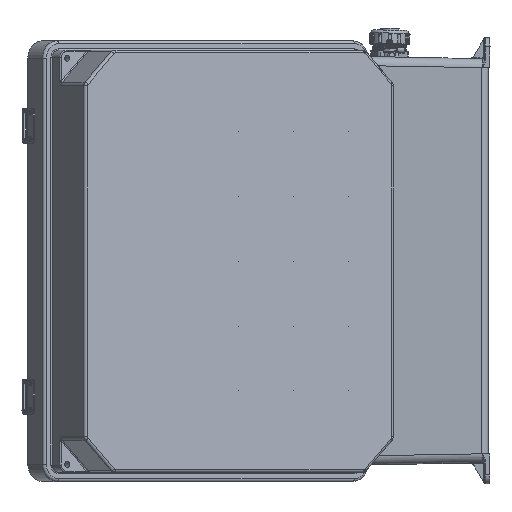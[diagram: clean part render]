
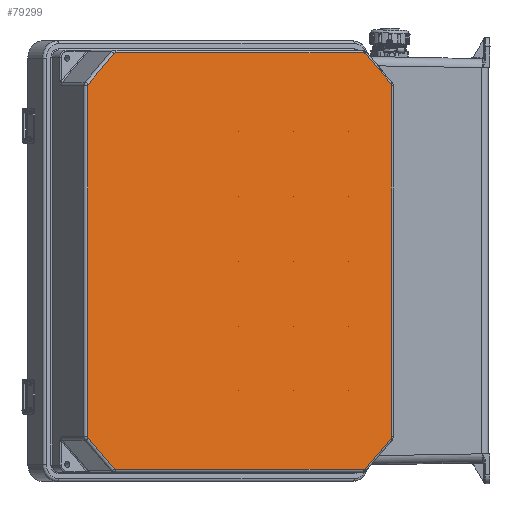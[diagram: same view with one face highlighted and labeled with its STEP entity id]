
A CAD part, left-side view. The second image highlights one B-rep face of the part: STEP entity #79299.
In plain terms, the highlighted face is planar.
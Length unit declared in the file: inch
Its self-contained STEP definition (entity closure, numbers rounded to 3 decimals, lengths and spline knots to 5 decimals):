
#774 = VECTOR ( 'NONE', #81126, 39.37008 ) ;
#1291 = VERTEX_POINT ( 'NONE', #1568 ) ;
#1306 = LINE ( 'NONE', #80865, #774 ) ;
#1568 = CARTESIAN_POINT ( 'NONE',  ( -5.09763, 3.24803, -0.42126 ) ) ;
#1653 = ORIENTED_EDGE ( 'NONE', *, *, #76712, .T. ) ;
#2095 = DIRECTION ( 'NONE',  ( 0., 0., -1. ) ) ;
#2199 = VERTEX_POINT ( 'NONE', #46414 ) ;
#2845 = ORIENTED_EDGE ( 'NONE', *, *, #50333, .T. ) ;
#3955 = CARTESIAN_POINT ( 'NONE',  ( 5.09763, 3.24803, -0.5 ) ) ;
#3978 = ORIENTED_EDGE ( 'NONE', *, *, #42790, .F. ) ;
#4464 = CARTESIAN_POINT ( 'NONE',  ( 6.23622, 3.24803, -1.55985 ) ) ;
#4711 = DIRECTION ( 'NONE',  ( 0., -1., 0. ) ) ;
#5759 = CARTESIAN_POINT ( 'NONE',  ( -5.09763, 3.24803, -14.8937 ) ) ;
#5863 = FACE_OUTER_BOUND ( 'NONE', #25185, .T. ) ;
#7277 = ORIENTED_EDGE ( 'NONE', *, *, #19683, .F. ) ;
#8190 = AXIS2_PLACEMENT_3D ( 'NONE', #16974, #61277, #23390 ) ;
#9596 = EDGE_CURVE ( 'NONE', #67839, #35042, #22087, .T. ) ;
#10397 = DIRECTION ( 'NONE',  ( 0., 0., 1. ) ) ;
#10483 = VERTEX_POINT ( 'NONE', #45153 ) ;
#11111 = VERTEX_POINT ( 'NONE', #5759 ) ;
#13280 = EDGE_CURVE ( 'NONE', #50364, #63840, #1306, .T. ) ;
#14829 = EDGE_CURVE ( 'NONE', #53877, #55313, #57540, .T. ) ;
#15838 = LINE ( 'NONE', #71474, #15919 ) ;
#15919 = VECTOR ( 'NONE', #77880, 39.37008 ) ;
#16008 = DIRECTION ( 'NONE',  ( 0., 1., 0. ) ) ;
#16974 = CARTESIAN_POINT ( 'NONE',  ( -6.15748, 3.24803, -1.55985 ) ) ;
#19018 = CARTESIAN_POINT ( 'NONE',  ( 6.15748, 3.24803, -13.75511 ) ) ;
#19167 = CARTESIAN_POINT ( 'NONE',  ( -6.21316, 3.24803, -13.81078 ) ) ;
#19683 = EDGE_CURVE ( 'NONE', #11111, #82080, #49977, .T. ) ;
#20822 = CIRCLE ( 'NONE', #28380, 0.07874 ) ;
#21448 = ORIENTED_EDGE ( 'NONE', *, *, #70791, .F. ) ;
#22087 = CIRCLE ( 'NONE', #39732, 0.07874 ) ;
#22224 = VECTOR ( 'NONE', #29423, 39.37008 ) ;
#22583 = CARTESIAN_POINT ( 'NONE',  ( 5.09763, 3.24803, -14.8937 ) ) ;
#22680 = ORIENTED_EDGE ( 'NONE', *, *, #59637, .T. ) ;
#23390 = DIRECTION ( 'NONE',  ( 0., 0., 1. ) ) ;
#23535 = CARTESIAN_POINT ( 'NONE',  ( -6.21316, 3.24803, -1.50418 ) ) ;
#23749 = DIRECTION ( 'NONE',  ( 0., 1., 0. ) ) ;
#23901 = CARTESIAN_POINT ( 'NONE',  ( -5.1533, 3.24803, -14.87064 ) ) ;
#24071 = ORIENTED_EDGE ( 'NONE', *, *, #9596, .T. ) ;
#24135 = CARTESIAN_POINT ( 'NONE',  ( 6.23622, 3.24803, -13.75511 ) ) ;
#24716 = VERTEX_POINT ( 'NONE', #23901 ) ;
#25079 = AXIS2_PLACEMENT_3D ( 'NONE', #78191, #40256, #2095 ) ;
#25185 = EDGE_LOOP ( 'NONE', ( #22680, #30856, #3978, #50107, #69815, #7277, #54008, #80805, #24071, #73185, #29481, #21448, #78969, #31439, #1653, #2845 ) ) ;
#25281 = EDGE_CURVE ( 'NONE', #24716, #67839, #30367, .T. ) ;
#25424 = DIRECTION ( 'NONE',  ( 0., 0., -1. ) ) ;
#28109 = CIRCLE ( 'NONE', #56243, 0.07874 ) ;
#28158 = VECTOR ( 'NONE', #81225, 39.37008 ) ;
#28380 = AXIS2_PLACEMENT_3D ( 'NONE', #19018, #63311, #25424 ) ;
#29423 = DIRECTION ( 'NONE',  ( 0.707, 0., -0.707 ) ) ;
#29481 = ORIENTED_EDGE ( 'NONE', *, *, #14829, .F. ) ;
#29517 = AXIS2_PLACEMENT_3D ( 'NONE', #42808, #4711, #49119 ) ;
#29713 = DIRECTION ( 'NONE',  ( 0., 1., 0. ) ) ;
#30367 = LINE ( 'NONE', #48961, #30449 ) ;
#30449 = VECTOR ( 'NONE', #74496, 39.37008 ) ;
#30590 = CARTESIAN_POINT ( 'NONE',  ( 5.09763, 3.24803, -14.8937 ) ) ;
#30856 = ORIENTED_EDGE ( 'NONE', *, *, #46974, .T. ) ;
#31439 = ORIENTED_EDGE ( 'NONE', *, *, #49361, .T. ) ;
#32351 = VECTOR ( 'NONE', #52590, 39.37008 ) ;
#32575 = VERTEX_POINT ( 'NONE', #74714 ) ;
#33918 = VECTOR ( 'NONE', #67979, 39.37008 ) ;
#34464 = CARTESIAN_POINT ( 'NONE',  ( 5.09763, 3.24803, -14.81496 ) ) ;
#34759 = LINE ( 'NONE', #80806, #33918 ) ;
#35042 = VERTEX_POINT ( 'NONE', #59209 ) ;
#39732 = AXIS2_PLACEMENT_3D ( 'NONE', #67583, #29713, #74029 ) ;
#40256 = DIRECTION ( 'NONE',  ( 0., 1., 0. ) ) ;
#40642 = AXIS2_PLACEMENT_3D ( 'NONE', #53966, #16008, #60316 ) ;
#40803 = DIRECTION ( 'NONE',  ( 0., 0., -1. ) ) ;
#42790 = EDGE_CURVE ( 'NONE', #63840, #52160, #20822, .T. ) ;
#42808 = CARTESIAN_POINT ( 'NONE',  ( -5.09763, 3.24803, -0.5 ) ) ;
#45153 = CARTESIAN_POINT ( 'NONE',  ( 5.1533, 3.24803, -0.44432 ) ) ;
#45650 = LINE ( 'NONE', #46230, #32351 ) ;
#46230 = CARTESIAN_POINT ( 'NONE',  ( 6.23622, 3.24803, -7.65748 ) ) ;
#46414 = CARTESIAN_POINT ( 'NONE',  ( 6.21316, 3.24803, -1.50418 ) ) ;
#46974 = EDGE_CURVE ( 'NONE', #48208, #52160, #45650, .T. ) ;
#47078 = AXIS2_PLACEMENT_3D ( 'NONE', #3955, #48380, #10397 ) ;
#48208 = VERTEX_POINT ( 'NONE', #4464 ) ;
#48380 = DIRECTION ( 'NONE',  ( 0., 1., 0. ) ) ;
#48504 = CARTESIAN_POINT ( 'NONE',  ( 5.1533, 3.24803, -14.87064 ) ) ;
#48961 = CARTESIAN_POINT ( 'NONE',  ( -6.21316, 3.24803, -13.81078 ) ) ;
#49119 = DIRECTION ( 'NONE',  ( 0., 0., 1. ) ) ;
#49361 = EDGE_CURVE ( 'NONE', #1291, #32575, #55634, .T. ) ;
#49977 = LINE ( 'NONE', #30590, #28158 ) ;
#50107 = ORIENTED_EDGE ( 'NONE', *, *, #13280, .F. ) ;
#50245 = EDGE_CURVE ( 'NONE', #82080, #50364, #28109, .T. ) ;
#50333 = EDGE_CURVE ( 'NONE', #10483, #2199, #60645, .T. ) ;
#50364 = VERTEX_POINT ( 'NONE', #48504 ) ;
#52160 = VERTEX_POINT ( 'NONE', #24135 ) ;
#52590 = DIRECTION ( 'NONE',  ( 0., 0., -1. ) ) ;
#52814 = DIRECTION ( 'NONE',  ( 1., 0., 0. ) ) ;
#53877 = VERTEX_POINT ( 'NONE', #23535 ) ;
#53898 = CARTESIAN_POINT ( 'NONE',  ( 6.21316, 3.24803, -13.81078 ) ) ;
#53966 = CARTESIAN_POINT ( 'NONE',  ( 6.15748, 3.24803, -1.55985 ) ) ;
#54008 = ORIENTED_EDGE ( 'NONE', *, *, #72781, .T. ) ;
#54581 = CARTESIAN_POINT ( 'NONE',  ( 6.21316, 3.24803, -1.50418 ) ) ;
#54690 = AXIS2_PLACEMENT_3D ( 'NONE', #80509, #23749, #67960 ) ;
#55313 = VERTEX_POINT ( 'NONE', #78895 ) ;
#55634 = LINE ( 'NONE', #65260, #55793 ) ;
#55793 = VECTOR ( 'NONE', #52814, 39.37008 ) ;
#56243 = AXIS2_PLACEMENT_3D ( 'NONE', #34464, #78750, #40803 ) ;
#57540 = CIRCLE ( 'NONE', #8190, 0.07874 ) ;
#58820 = CIRCLE ( 'NONE', #25079, 0.07874 ) ;
#59209 = CARTESIAN_POINT ( 'NONE',  ( -6.23622, 3.24803, -13.75511 ) ) ;
#59637 = EDGE_CURVE ( 'NONE', #2199, #48208, #60300, .T. ) ;
#60300 = CIRCLE ( 'NONE', #40642, 0.07874 ) ;
#60316 = DIRECTION ( 'NONE',  ( 0., 0., 1. ) ) ;
#60645 = LINE ( 'NONE', #54581, #22224 ) ;
#61277 = DIRECTION ( 'NONE',  ( 0., -1., 0. ) ) ;
#61625 = PLANE ( 'NONE',  #54690 ) ;
#62435 = EDGE_CURVE ( 'NONE', #55313, #35042, #34759, .T. ) ;
#63311 = DIRECTION ( 'NONE',  ( 0., -1., 0. ) ) ;
#63716 = CIRCLE ( 'NONE', #47078, 0.07874 ) ;
#63840 = VERTEX_POINT ( 'NONE', #53898 ) ;
#65260 = CARTESIAN_POINT ( 'NONE',  ( 5.09763, 3.24803, -0.42126 ) ) ;
#67583 = CARTESIAN_POINT ( 'NONE',  ( -6.15748, 3.24803, -13.75511 ) ) ;
#67839 = VERTEX_POINT ( 'NONE', #19167 ) ;
#67960 = DIRECTION ( 'NONE',  ( 0., 0., 1. ) ) ;
#67979 = DIRECTION ( 'NONE',  ( 0., 0., -1. ) ) ;
#69815 = ORIENTED_EDGE ( 'NONE', *, *, #50245, .F. ) ;
#69891 = CARTESIAN_POINT ( 'NONE',  ( -5.1533, 3.24803, -0.44432 ) ) ;
#70791 = EDGE_CURVE ( 'NONE', #75988, #53877, #15838, .T. ) ;
#71474 = CARTESIAN_POINT ( 'NONE',  ( -6.21316, 3.24803, -1.50418 ) ) ;
#72781 = EDGE_CURVE ( 'NONE', #11111, #24716, #58820, .T. ) ;
#73185 = ORIENTED_EDGE ( 'NONE', *, *, #62435, .F. ) ;
#74029 = DIRECTION ( 'NONE',  ( 0., 0., -1. ) ) ;
#74496 = DIRECTION ( 'NONE',  ( -0.707, 0., 0.707 ) ) ;
#74714 = CARTESIAN_POINT ( 'NONE',  ( 5.09763, 3.24803, -0.42126 ) ) ;
#75763 = EDGE_CURVE ( 'NONE', #1291, #75988, #80359, .T. ) ;
#75988 = VERTEX_POINT ( 'NONE', #69891 ) ;
#76712 = EDGE_CURVE ( 'NONE', #32575, #10483, #63716, .T. ) ;
#77880 = DIRECTION ( 'NONE',  ( -0.707, 0., -0.707 ) ) ;
#78191 = CARTESIAN_POINT ( 'NONE',  ( -5.09763, 3.24803, -14.81496 ) ) ;
#78750 = DIRECTION ( 'NONE',  ( 0., -1., 0. ) ) ;
#78895 = CARTESIAN_POINT ( 'NONE',  ( -6.23622, 3.24803, -1.55985 ) ) ;
#78969 = ORIENTED_EDGE ( 'NONE', *, *, #75763, .F. ) ;
#79299 = ADVANCED_FACE ( 'NONE', ( #5863 ), #61625, .T. ) ;
#80359 = CIRCLE ( 'NONE', #29517, 0.07874 ) ;
#80509 = CARTESIAN_POINT ( 'NONE',  ( 0., 3.24803, -0.32283 ) ) ;
#80805 = ORIENTED_EDGE ( 'NONE', *, *, #25281, .T. ) ;
#80806 = CARTESIAN_POINT ( 'NONE',  ( -6.23622, 3.24803, -7.65748 ) ) ;
#80865 = CARTESIAN_POINT ( 'NONE',  ( 6.21316, 3.24803, -13.81078 ) ) ;
#81126 = DIRECTION ( 'NONE',  ( 0.707, 0., 0.707 ) ) ;
#81225 = DIRECTION ( 'NONE',  ( 1., 0., 0. ) ) ;
#82080 = VERTEX_POINT ( 'NONE', #22583 ) ;
